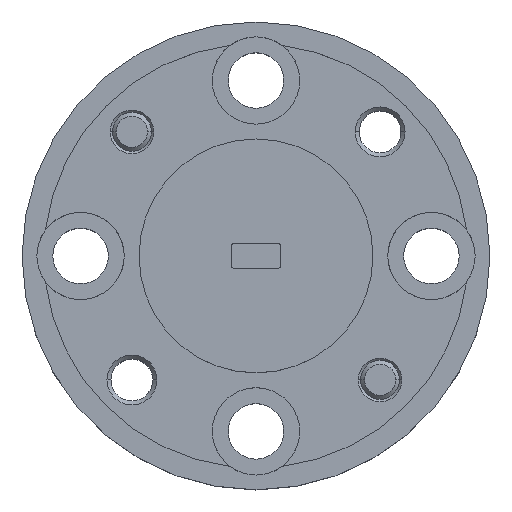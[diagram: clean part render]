
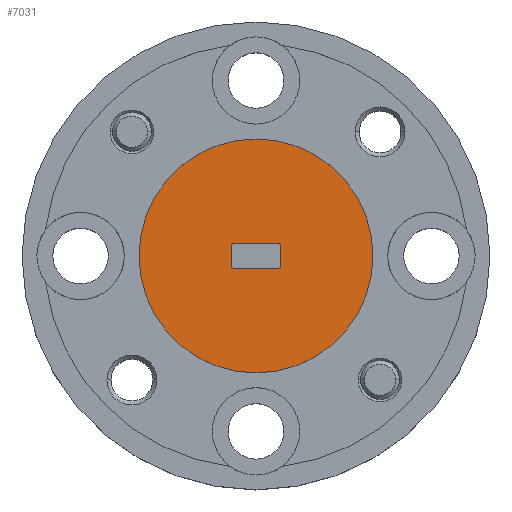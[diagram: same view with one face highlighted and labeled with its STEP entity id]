
A CAD part, top view. The second image highlights one B-rep face of the part: STEP entity #7031.
In plain terms, the highlighted planar face has unit normal (0, 0, 1).
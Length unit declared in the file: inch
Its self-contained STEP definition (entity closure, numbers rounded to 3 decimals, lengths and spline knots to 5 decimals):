
#269 = CARTESIAN_POINT ( 'NONE',  ( -0.04, -0.02, 0. ) ) ;
#392 = CARTESIAN_POINT ( 'NONE',  ( 0.04, -0.02, 0. ) ) ;
#493 = CARTESIAN_POINT ( 'NONE',  ( 0., 0., 0. ) ) ;
#532 = FACE_BOUND ( 'NONE', #5165, .T. ) ;
#583 = DIRECTION ( 'NONE',  ( 1., 0., 0. ) ) ;
#609 = CIRCLE ( 'NONE', #3995, 0.1875 ) ;
#752 = CARTESIAN_POINT ( 'NONE',  ( -0.1875, 0., 0. ) ) ;
#950 = CIRCLE ( 'NONE', #7008, 0.005 ) ;
#1058 = VERTEX_POINT ( 'NONE', #4460 ) ;
#1150 = VERTEX_POINT ( 'NONE', #1853 ) ;
#1165 = EDGE_CURVE ( 'NONE', #2333, #2262, #7339, .T. ) ;
#1289 = DIRECTION ( 'NONE',  ( 1., 0., 0. ) ) ;
#1308 = VECTOR ( 'NONE', #6392, 39.37008 ) ;
#1370 = ORIENTED_EDGE ( 'NONE', *, *, #5529, .F. ) ;
#1485 = CARTESIAN_POINT ( 'NONE',  ( -0.035, 0.02, 0. ) ) ;
#1558 = CARTESIAN_POINT ( 'NONE',  ( -0.035, 0.015, 0. ) ) ;
#1660 = AXIS2_PLACEMENT_3D ( 'NONE', #7528, #6861, #2944 ) ;
#1756 = DIRECTION ( 'NONE',  ( 1., 0., 0. ) ) ;
#1853 = CARTESIAN_POINT ( 'NONE',  ( 0.035, 0.02, 0. ) ) ;
#1978 = ORIENTED_EDGE ( 'NONE', *, *, #6783, .T. ) ;
#2107 = VECTOR ( 'NONE', #4966, 39.37008 ) ;
#2160 = ORIENTED_EDGE ( 'NONE', *, *, #5155, .T. ) ;
#2190 = LINE ( 'NONE', #4084, #7630 ) ;
#2262 = VERTEX_POINT ( 'NONE', #7888 ) ;
#2333 = VERTEX_POINT ( 'NONE', #4499 ) ;
#2338 = CARTESIAN_POINT ( 'NONE',  ( -0.035, -0.015, 0. ) ) ;
#2478 = DIRECTION ( 'NONE',  ( 0., 0., 1. ) ) ;
#2520 = CARTESIAN_POINT ( 'NONE',  ( 0.035, -0.015, 0. ) ) ;
#2726 = DIRECTION ( 'NONE',  ( 1., 0., 0. ) ) ;
#2752 = DIRECTION ( 'NONE',  ( 1., 0., 0. ) ) ;
#2944 = DIRECTION ( 'NONE',  ( 1., 0., 0. ) ) ;
#3030 = DIRECTION ( 'NONE',  ( 0., 0., -1. ) ) ;
#3270 = DIRECTION ( 'NONE',  ( 0., 0., -1. ) ) ;
#3422 = EDGE_CURVE ( 'NONE', #5982, #4807, #950, .T. ) ;
#3551 = CARTESIAN_POINT ( 'NONE',  ( -0.04, -0.015, 0. ) ) ;
#3641 = CIRCLE ( 'NONE', #1660, 0.1875 ) ;
#3735 = CARTESIAN_POINT ( 'NONE',  ( -0.035, -0.02, 0. ) ) ;
#3918 = AXIS2_PLACEMENT_3D ( 'NONE', #5479, #4826, #1289 ) ;
#3957 = ORIENTED_EDGE ( 'NONE', *, *, #4794, .F. ) ;
#3995 = AXIS2_PLACEMENT_3D ( 'NONE', #493, #2478, #4461 ) ;
#4084 = CARTESIAN_POINT ( 'NONE',  ( 0.04, -0.02, 0. ) ) ;
#4107 = ORIENTED_EDGE ( 'NONE', *, *, #1165, .T. ) ;
#4114 = EDGE_LOOP ( 'NONE', ( #6202, #2160 ) ) ;
#4136 = VERTEX_POINT ( 'NONE', #1485 ) ;
#4460 = CARTESIAN_POINT ( 'NONE',  ( 0.1875, 0., 0. ) ) ;
#4461 = DIRECTION ( 'NONE',  ( 1., 0., 0. ) ) ;
#4499 = CARTESIAN_POINT ( 'NONE',  ( 0.04, -0.015, 0. ) ) ;
#4549 = VERTEX_POINT ( 'NONE', #5066 ) ;
#4761 = VECTOR ( 'NONE', #5609, 39.37008 ) ;
#4794 = EDGE_CURVE ( 'NONE', #2333, #5566, #2190, .T. ) ;
#4807 = VERTEX_POINT ( 'NONE', #3551 ) ;
#4826 = DIRECTION ( 'NONE',  ( 0., 0., -1. ) ) ;
#4880 = DIRECTION ( 'NONE',  ( 0., 1., 0. ) ) ;
#4946 = CARTESIAN_POINT ( 'NONE',  ( 0.04, 0.015, 0. ) ) ;
#4966 = DIRECTION ( 'NONE',  ( 0., -1., 0. ) ) ;
#5014 = EDGE_CURVE ( 'NONE', #5982, #2262, #7631, .T. ) ;
#5066 = CARTESIAN_POINT ( 'NONE',  ( -0.04, 0.015, 0. ) ) ;
#5155 = EDGE_CURVE ( 'NONE', #7378, #1058, #609, .T. ) ;
#5165 = EDGE_LOOP ( 'NONE', ( #7087, #5327, #1370, #1978, #3957, #4107, #8577, #8028 ) ) ;
#5327 = ORIENTED_EDGE ( 'NONE', *, *, #5427, .T. ) ;
#5427 = EDGE_CURVE ( 'NONE', #4549, #4136, #6574, .T. ) ;
#5469 = AXIS2_PLACEMENT_3D ( 'NONE', #7321, #8720, #2726 ) ;
#5479 = CARTESIAN_POINT ( 'NONE',  ( 0.035, 0.015, 0. ) ) ;
#5529 = EDGE_CURVE ( 'NONE', #1150, #4136, #5979, .T. ) ;
#5566 = VERTEX_POINT ( 'NONE', #4946 ) ;
#5609 = DIRECTION ( 'NONE',  ( -1., 0., 0. ) ) ;
#5858 = EDGE_CURVE ( 'NONE', #1058, #7378, #3641, .T. ) ;
#5890 = CIRCLE ( 'NONE', #3918, 0.005 ) ;
#5979 = LINE ( 'NONE', #8645, #4761 ) ;
#5982 = VERTEX_POINT ( 'NONE', #3735 ) ;
#6044 = PLANE ( 'NONE',  #5469 ) ;
#6082 = FACE_OUTER_BOUND ( 'NONE', #4114, .T. ) ;
#6202 = ORIENTED_EDGE ( 'NONE', *, *, #5858, .T. ) ;
#6392 = DIRECTION ( 'NONE',  ( 1., 0., 0. ) ) ;
#6574 = CIRCLE ( 'NONE', #7842, 0.005 ) ;
#6783 = EDGE_CURVE ( 'NONE', #1150, #5566, #5890, .T. ) ;
#6861 = DIRECTION ( 'NONE',  ( 0., 0., 1. ) ) ;
#7008 = AXIS2_PLACEMENT_3D ( 'NONE', #2338, #3030, #1756 ) ;
#7031 = ADVANCED_FACE ( 'NONE', ( #532, #6082 ), #6044, .T. ) ;
#7087 = ORIENTED_EDGE ( 'NONE', *, *, #7311, .F. ) ;
#7311 = EDGE_CURVE ( 'NONE', #4549, #4807, #7640, .T. ) ;
#7321 = CARTESIAN_POINT ( 'NONE',  ( 0., 0.375, 0. ) ) ;
#7333 = AXIS2_PLACEMENT_3D ( 'NONE', #2520, #3270, #583 ) ;
#7339 = CIRCLE ( 'NONE', #7333, 0.005 ) ;
#7378 = VERTEX_POINT ( 'NONE', #752 ) ;
#7528 = CARTESIAN_POINT ( 'NONE',  ( 0., 0., 0. ) ) ;
#7630 = VECTOR ( 'NONE', #4880, 39.37008 ) ;
#7631 = LINE ( 'NONE', #392, #1308 ) ;
#7640 = LINE ( 'NONE', #269, #2107 ) ;
#7842 = AXIS2_PLACEMENT_3D ( 'NONE', #1558, #8220, #2752 ) ;
#7888 = CARTESIAN_POINT ( 'NONE',  ( 0.035, -0.02, 0. ) ) ;
#8028 = ORIENTED_EDGE ( 'NONE', *, *, #3422, .T. ) ;
#8220 = DIRECTION ( 'NONE',  ( 0., 0., -1. ) ) ;
#8577 = ORIENTED_EDGE ( 'NONE', *, *, #5014, .F. ) ;
#8645 = CARTESIAN_POINT ( 'NONE',  ( 0.04, 0.02, 0. ) ) ;
#8720 = DIRECTION ( 'NONE',  ( 0., 0., 1. ) ) ;
